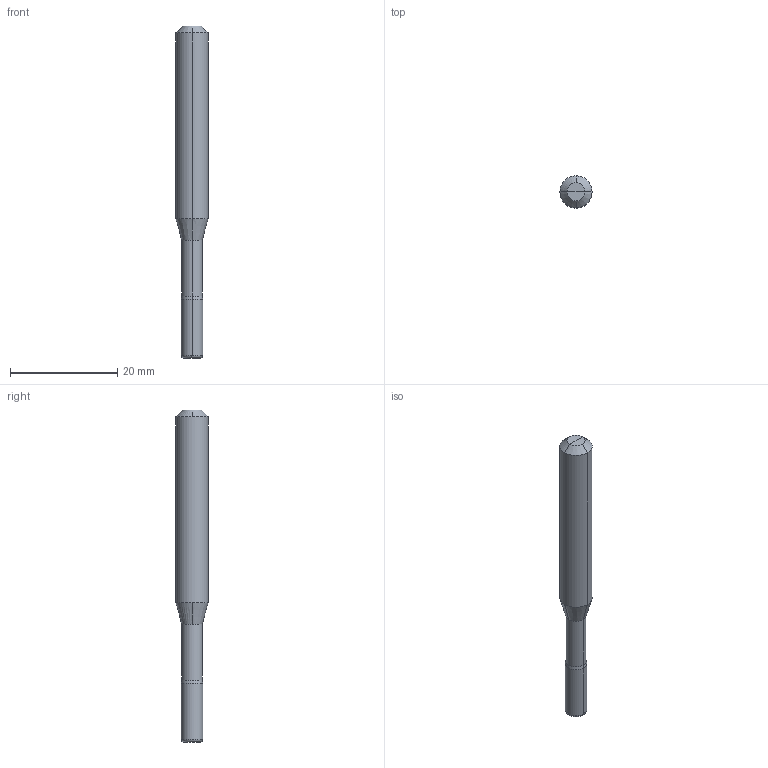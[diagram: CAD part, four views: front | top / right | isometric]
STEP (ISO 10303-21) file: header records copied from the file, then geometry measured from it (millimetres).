
FILE_DESCRIPTION((''),'2;1');
FILE_NAME('608039965-000_ASM','2024-05-13T13:06:35',('vigneshs'),(''),'CREO PARAMETRIC BY PTC INC, 2021184','CREO PARAMETRIC BY PTC INC, 2021184','');
FILE_SCHEMA(('AP242_MANAGED_MODEL_BASED_3D_ENGINEERING_MIM_LF { 1 0 10303 442 1 1 4 }'));
Length unit declared in the file: millimetre
Products named in the file (3): 608039965_1-000; 608039965_2-000; 608039965-000_ASM
Assembly tree (2 placements, depth 2):
  608039965-000_ASM
    608039965_1-000
    608039965_2-000
Bounding box: 6 x 6 x 62 mm (x, y, z)
Volume: 1343.6 mm3; surface area: 1588.3 mm2
Topology: 2 solids, 4 shells, 29 faces, 88 edges, 67 vertices
Faces by surface type: cylinder 9, cone 9, plane 8, torus 3
Entity records: 2128 total; most frequent: DIRECTION 252, CARTESIAN_POINT 204, PRESENTATION_STYLE_ASSIGNMENT 110, STYLED_ITEM 110, CURVE_STYLE 106, ORIENTED_EDGE 100, PROPERTY_DEFINITION 95, AXIS2_PLACEMENT_3D 94
